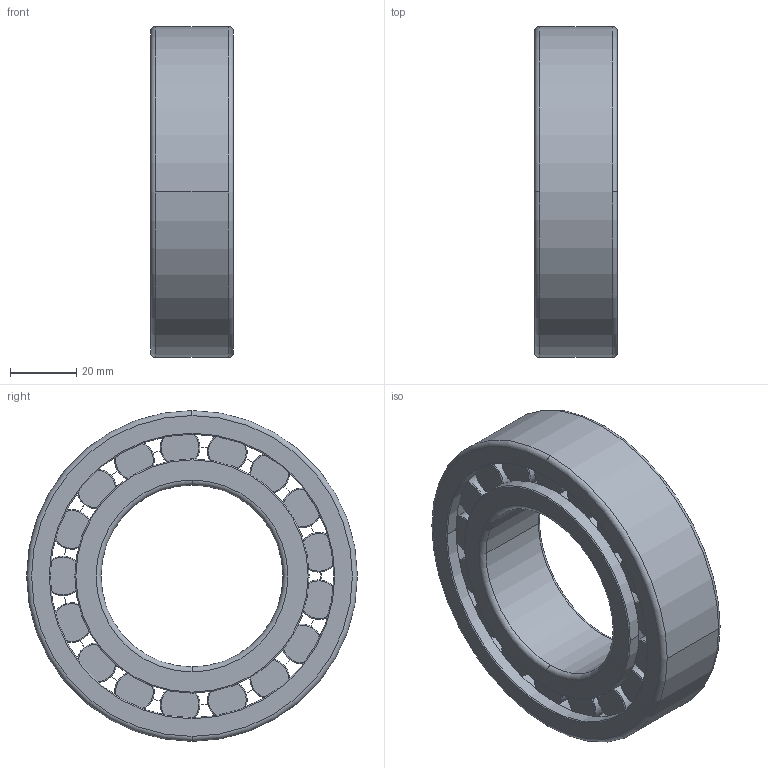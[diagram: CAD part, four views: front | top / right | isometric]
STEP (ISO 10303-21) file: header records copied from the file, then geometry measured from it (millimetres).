
FILE_DESCRIPTION(('STEP AP214'),'1');
FILE_NAME('skf_bearing_nj_2211_ecp_2.stp','2023-11-14T07:04:05',('TraceParts'),('TraceParts S.A.'),'Spatial InterOp 3D',' ',' ');
FILE_SCHEMA(('AUTOMOTIVE_DESIGN { 1 0 10303 214 1 1 1 1 }'));
Length unit declared in the file: millimetre
Products named in the file (1): skf_bearing_nj_2211_ecp_2_1
Bounding box: 25 x 100 x 100 mm (x, y, z)
Volume: 102024.6 mm3; surface area: 46526.3 mm2
Topology: 3 solids, 3 shells, 209 faces, 578 edges, 410 vertices
Faces by surface type: torus 118, cylinder 48, plane 41, cone 2
Entity records: 8275 total; most frequent: CARTESIAN_POINT 2594, DIRECTION 1326, ORIENTED_EDGE 1156, AXIS2_PLACEMENT_3D 638, EDGE_CURVE 578, CIRCLE 426, VERTEX_POINT 410, EDGE_LOOP 250
